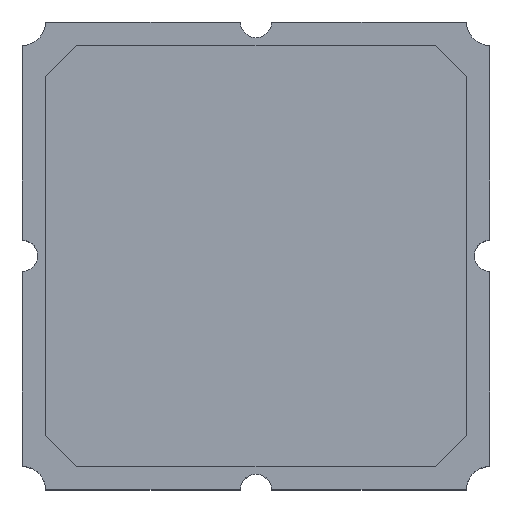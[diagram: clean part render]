
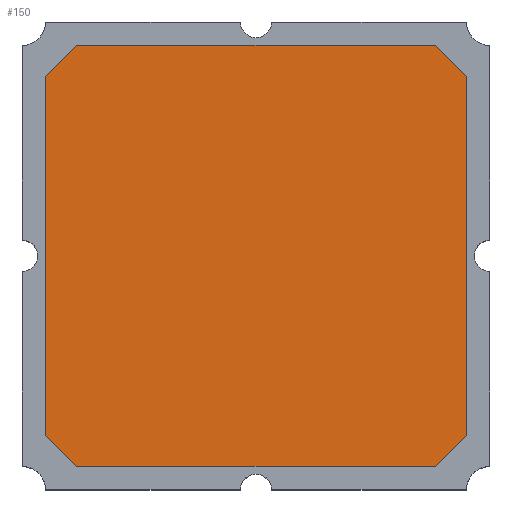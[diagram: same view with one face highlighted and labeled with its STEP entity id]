
A CAD part, top view. The second image highlights one B-rep face of the part: STEP entity #150.
In plain terms, the highlighted planar face has unit normal (0, 0, 1).
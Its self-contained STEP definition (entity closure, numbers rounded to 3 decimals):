
#19 = VERTEX_POINT ( 'NONE', #925 ) ;
#20 = DIRECTION ( 'NONE',  ( 1., 0., 0. ) ) ;
#51 = CARTESIAN_POINT ( 'NONE',  ( -1.15, -1.35, 0.7 ) ) ;
#116 = EDGE_LOOP ( 'NONE', ( #185, #1350, #1134, #381, #132, #446, #1207, #650 ) ) ;
#119 = EDGE_CURVE ( 'NONE', #701, #479, #579, .T. ) ;
#129 = AXIS2_PLACEMENT_3D ( 'NONE', #272, #281, #308 ) ;
#132 = ORIENTED_EDGE ( 'NONE', *, *, #1409, .T. ) ;
#150 = ADVANCED_FACE ( 'NONE', ( #703 ), #573, .F. ) ;
#153 = VECTOR ( 'NONE', #349, 1000. ) ;
#175 = DIRECTION ( 'NONE',  ( 0.707, 0.707, 0. ) ) ;
#178 = LINE ( 'NONE', #514, #334 ) ;
#182 = CARTESIAN_POINT ( 'NONE',  ( -1.35, -1.15, 0.7 ) ) ;
#185 = ORIENTED_EDGE ( 'NONE', *, *, #119, .T. ) ;
#244 = EDGE_CURVE ( 'NONE', #1546, #606, #778, .T. ) ;
#272 = CARTESIAN_POINT ( 'NONE',  ( 0., 0., 0.7 ) ) ;
#281 = DIRECTION ( 'NONE',  ( 0., 0., -1. ) ) ;
#282 = VECTOR ( 'NONE', #676, 1000. ) ;
#306 = VERTEX_POINT ( 'NONE', #1208 ) ;
#308 = DIRECTION ( 'NONE',  ( 0., -1., 0. ) ) ;
#332 = VERTEX_POINT ( 'NONE', #1060 ) ;
#334 = VECTOR ( 'NONE', #664, 1000. ) ;
#349 = DIRECTION ( 'NONE',  ( -1., 0., 0. ) ) ;
#381 = ORIENTED_EDGE ( 'NONE', *, *, #244, .T. ) ;
#391 = CARTESIAN_POINT ( 'NONE',  ( 1.35, 1.15, 0.7 ) ) ;
#441 = EDGE_CURVE ( 'NONE', #332, #752, #178, .T. ) ;
#446 = ORIENTED_EDGE ( 'NONE', *, *, #822, .T. ) ;
#479 = VERTEX_POINT ( 'NONE', #884 ) ;
#509 = VECTOR ( 'NONE', #1055, 1000. ) ;
#514 = CARTESIAN_POINT ( 'NONE',  ( 1.35, 1.35, 0.7 ) ) ;
#567 = LINE ( 'NONE', #570, #509 ) ;
#570 = CARTESIAN_POINT ( 'NONE',  ( -1.35, 1.35, 0.7 ) ) ;
#573 = PLANE ( 'NONE',  #129 ) ;
#579 = LINE ( 'NONE', #1052, #153 ) ;
#606 = VERTEX_POINT ( 'NONE', #51 ) ;
#641 = CARTESIAN_POINT ( 'NONE',  ( 1.15, -1.35, 0.7 ) ) ;
#650 = ORIENTED_EDGE ( 'NONE', *, *, #1038, .T. ) ;
#664 = DIRECTION ( 'NONE',  ( 0., 1., 0. ) ) ;
#676 = DIRECTION ( 'NONE',  ( 0.707, -0.707, 0. ) ) ;
#701 = VERTEX_POINT ( 'NONE', #965 ) ;
#703 = FACE_OUTER_BOUND ( 'NONE', #116, .T. ) ;
#735 = LINE ( 'NONE', #391, #1166 ) ;
#752 = VERTEX_POINT ( 'NONE', #1367 ) ;
#778 = LINE ( 'NONE', #182, #282 ) ;
#822 = EDGE_CURVE ( 'NONE', #19, #332, #1244, .T. ) ;
#870 = CARTESIAN_POINT ( 'NONE',  ( -1.35, -1.35, 0.7 ) ) ;
#880 = EDGE_CURVE ( 'NONE', #306, #1546, #567, .T. ) ;
#884 = CARTESIAN_POINT ( 'NONE',  ( -1.15, 1.35, 0.7 ) ) ;
#892 = LINE ( 'NONE', #870, #1513 ) ;
#925 = CARTESIAN_POINT ( 'NONE',  ( 1.15, -1.35, 0.7 ) ) ;
#965 = CARTESIAN_POINT ( 'NONE',  ( 1.15, 1.35, 0.7 ) ) ;
#1003 = CARTESIAN_POINT ( 'NONE',  ( -1.15, 1.35, 0.7 ) ) ;
#1038 = EDGE_CURVE ( 'NONE', #752, #701, #735, .T. ) ;
#1052 = CARTESIAN_POINT ( 'NONE',  ( -1.35, 1.35, 0.7 ) ) ;
#1055 = DIRECTION ( 'NONE',  ( 0., -1., 0. ) ) ;
#1060 = CARTESIAN_POINT ( 'NONE',  ( 1.35, -1.15, 0.7 ) ) ;
#1134 = ORIENTED_EDGE ( 'NONE', *, *, #880, .T. ) ;
#1166 = VECTOR ( 'NONE', #1423, 1000. ) ;
#1207 = ORIENTED_EDGE ( 'NONE', *, *, #441, .T. ) ;
#1208 = CARTESIAN_POINT ( 'NONE',  ( -1.35, 1.15, 0.7 ) ) ;
#1214 = DIRECTION ( 'NONE',  ( -0.707, -0.707, 0. ) ) ;
#1244 = LINE ( 'NONE', #641, #1374 ) ;
#1263 = CARTESIAN_POINT ( 'NONE',  ( -1.35, -1.15, 0.7 ) ) ;
#1350 = ORIENTED_EDGE ( 'NONE', *, *, #1380, .T. ) ;
#1367 = CARTESIAN_POINT ( 'NONE',  ( 1.35, 1.15, 0.7 ) ) ;
#1372 = LINE ( 'NONE', #1003, #1438 ) ;
#1374 = VECTOR ( 'NONE', #175, 1000. ) ;
#1380 = EDGE_CURVE ( 'NONE', #479, #306, #1372, .T. ) ;
#1409 = EDGE_CURVE ( 'NONE', #606, #19, #892, .T. ) ;
#1423 = DIRECTION ( 'NONE',  ( -0.707, 0.707, 0. ) ) ;
#1438 = VECTOR ( 'NONE', #1214, 1000. ) ;
#1513 = VECTOR ( 'NONE', #20, 1000. ) ;
#1546 = VERTEX_POINT ( 'NONE', #1263 ) ;
